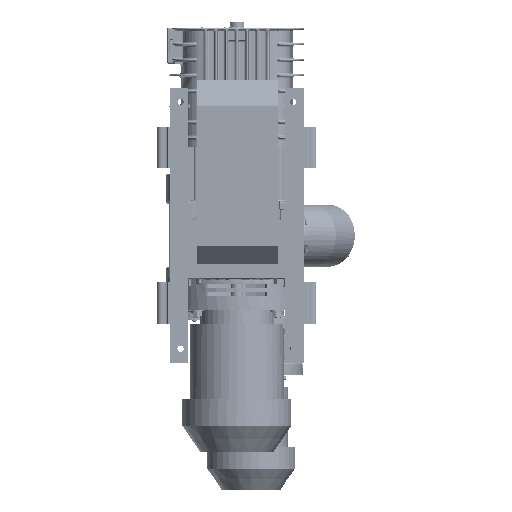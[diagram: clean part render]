
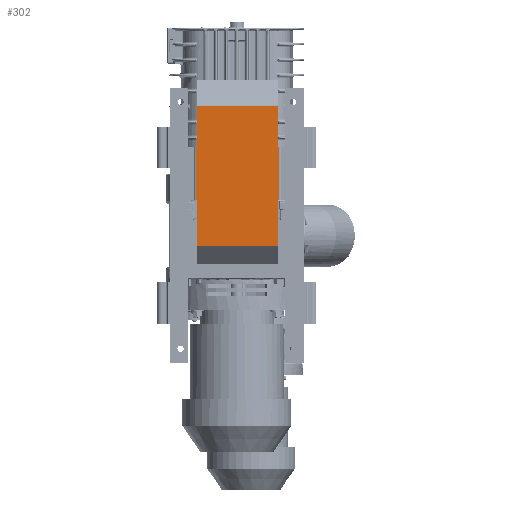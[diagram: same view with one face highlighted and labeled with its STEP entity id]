
A CAD part, front view. The second image highlights one B-rep face of the part: STEP entity #302.
In plain terms, the highlighted planar face has unit normal (0, -1, 0).
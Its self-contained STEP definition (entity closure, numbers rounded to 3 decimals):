
#302=ADVANCED_FACE('',(#115434),#115436,.T.);
#115434=FACE_BOUND('',#115435,.T.);
#115435=EDGE_LOOP('',(#212464,#212465,#212466,#212467,#212468,#212469,#212470,#212471,
#212472,#212473,#212474,#212475));
#115436=PLANE('',#115437);
#115437=AXIS2_PLACEMENT_3D('',#115438,#115439,#115440);
#115438=CARTESIAN_POINT('',(79.,-166.819,-70.125));
#115439=DIRECTION('',(0.,-1.,0.));
#115440=DIRECTION('',(0.,0.,1.));
#212464=ORIENTED_EDGE('',*,*,#278377,.F.);
#212465=ORIENTED_EDGE('',*,*,#278347,.T.);
#212466=ORIENTED_EDGE('',*,*,#278345,.T.);
#212467=ORIENTED_EDGE('',*,*,#278343,.T.);
#212468=ORIENTED_EDGE('',*,*,#278380,.F.);
#212469=ORIENTED_EDGE('',*,*,#278381,.T.);
#212470=ORIENTED_EDGE('',*,*,#278382,.T.);
#212471=ORIENTED_EDGE('',*,*,#278218,.T.);
#212472=ORIENTED_EDGE('',*,*,#278216,.T.);
#212473=ORIENTED_EDGE('',*,*,#278214,.T.);
#212474=ORIENTED_EDGE('',*,*,#278373,.T.);
#212475=ORIENTED_EDGE('',*,*,#278379,.T.);
#278214=EDGE_CURVE('',#310804,#310802,#310805,.T.);
#278216=EDGE_CURVE('',#310807,#310804,#310808,.T.);
#278218=EDGE_CURVE('',#310810,#310807,#310811,.T.);
#278343=EDGE_CURVE('',#311021,#311019,#311022,.T.);
#278345=EDGE_CURVE('',#311024,#311021,#311025,.T.);
#278347=EDGE_CURVE('',#311027,#311024,#311028,.T.);
#278373=EDGE_CURVE('',#310802,#311067,#311069,.T.);
#278377=EDGE_CURVE('',#311027,#311074,#311075,.T.);
#278379=EDGE_CURVE('',#311067,#311074,#311077,.T.);
#278380=EDGE_CURVE('',#311078,#311019,#311079,.T.);
#278381=EDGE_CURVE('',#311078,#311080,#311081,.T.);
#278382=EDGE_CURVE('',#311080,#310810,#311082,.T.);
#310802=VERTEX_POINT('',#369473);
#310804=VERTEX_POINT('',#369477);
#310805=LINE('',#369478,#369479);
#310807=VERTEX_POINT('',#369485);
#310808=LINE('',#369486,#369487);
#310810=VERTEX_POINT('',#369493);
#310811=LINE('',#369494,#369495);
#311019=VERTEX_POINT('',#370074);
#311021=VERTEX_POINT('',#370078);
#311022=LINE('',#370079,#370080);
#311024=VERTEX_POINT('',#370086);
#311025=LINE('',#370087,#370088);
#311027=VERTEX_POINT('',#370094);
#311028=LINE('',#370095,#370096);
#311067=VERTEX_POINT('',#370188);
#311069=LINE('',#370193,#370194);
#311074=VERTEX_POINT('',#370206);
#311075=LINE('',#370207,#370208);
#311077=LINE('',#370214,#370215);
#311078=VERTEX_POINT('',#370217);
#311079=LINE('',#370218,#370219);
#311080=VERTEX_POINT('',#370221);
#311081=LINE('',#370222,#370223);
#311082=LINE('',#370225,#370226);
#369473=CARTESIAN_POINT('',(79.,-166.819,18.875));
#369477=CARTESIAN_POINT('',(79.,-166.819,-69.297));
#369478=CARTESIAN_POINT('',(79.,-166.819,-69.297));
#369479=VECTOR('',#369480,1.);
#369480=DIRECTION('',(0.,0.,1.));
#369485=CARTESIAN_POINT('',(-77.,-166.819,-69.297));
#369486=CARTESIAN_POINT('',(-77.,-166.819,-69.297));
#369487=VECTOR('',#369488,1.);
#369488=DIRECTION('',(1.,0.,0.));
#369493=CARTESIAN_POINT('',(-77.,-166.819,18.875));
#369494=CARTESIAN_POINT('',(-77.,-166.819,18.875));
#369495=VECTOR('',#369496,1.);
#369496=DIRECTION('',(0.,0.,-1.));
#370074=CARTESIAN_POINT('',(-77.,-166.819,120.875));
#370078=CARTESIAN_POINT('',(-77.,-166.819,200.244));
#370079=CARTESIAN_POINT('',(-77.,-166.819,200.244));
#370080=VECTOR('',#370081,1.);
#370081=DIRECTION('',(0.,0.,-1.));
#370086=CARTESIAN_POINT('',(79.,-166.819,200.244));
#370087=CARTESIAN_POINT('',(79.,-166.819,200.244));
#370088=VECTOR('',#370089,1.);
#370089=DIRECTION('',(-1.,0.,0.));
#370094=CARTESIAN_POINT('',(79.,-166.819,120.875));
#370095=CARTESIAN_POINT('',(79.,-166.819,120.875));
#370096=VECTOR('',#370097,1.);
#370097=DIRECTION('',(0.,0.,1.));
#370188=CARTESIAN_POINT('',(81.,-166.819,18.875));
#370193=CARTESIAN_POINT('',(79.,-166.819,18.875));
#370194=VECTOR('',#370195,1.);
#370195=DIRECTION('',(1.,0.,0.));
#370206=CARTESIAN_POINT('',(81.,-166.819,120.875));
#370207=CARTESIAN_POINT('',(79.,-166.819,120.875));
#370208=VECTOR('',#370209,1.);
#370209=DIRECTION('',(1.,0.,0.));
#370214=CARTESIAN_POINT('',(81.,-166.819,18.875));
#370215=VECTOR('',#370216,1.);
#370216=DIRECTION('',(0.,0.,1.));
#370217=CARTESIAN_POINT('',(-79.,-166.819,120.875));
#370218=CARTESIAN_POINT('',(-79.,-166.819,120.875));
#370219=VECTOR('',#370220,1.);
#370220=DIRECTION('',(1.,0.,0.));
#370221=CARTESIAN_POINT('',(-79.,-166.819,18.875));
#370222=CARTESIAN_POINT('',(-79.,-166.819,120.875));
#370223=VECTOR('',#370224,1.);
#370224=DIRECTION('',(0.,0.,-1.));
#370225=CARTESIAN_POINT('',(-79.,-166.819,18.875));
#370226=VECTOR('',#370227,1.);
#370227=DIRECTION('',(1.,0.,0.));
